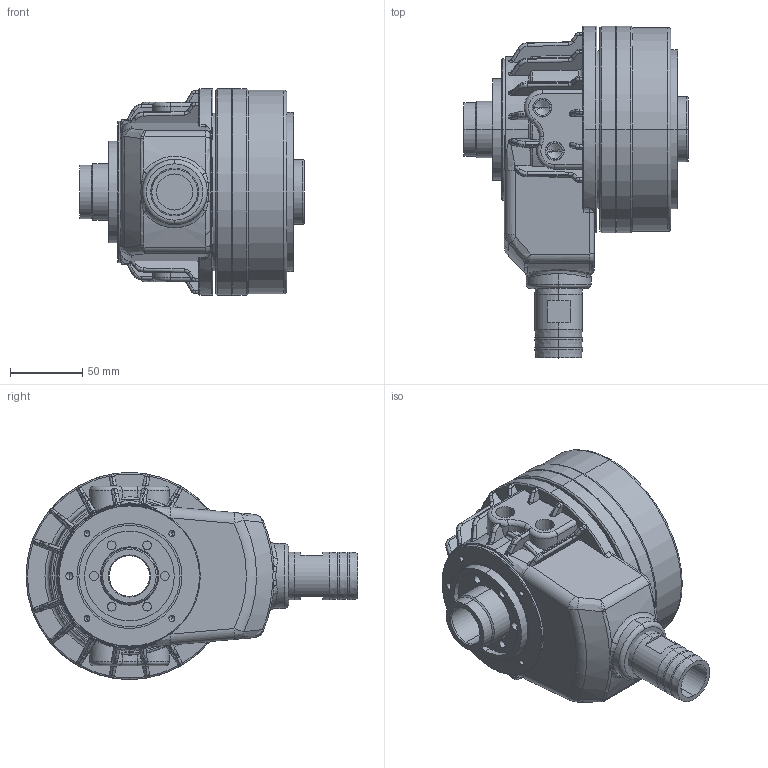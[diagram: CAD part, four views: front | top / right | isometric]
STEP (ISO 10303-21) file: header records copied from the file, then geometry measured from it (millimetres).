
FILE_DESCRIPTION (( 'STEP AP203' ), '1' );
FILE_NAME ('CF-TK-A528.STEP', '2020-08-26T03:19:21', ( '' ), ( '' ), 'SwSTEP 2.0', 'SolidWorks 2016', '' );
FILE_SCHEMA (( 'CONFIG_CONTROL_DESIGN' ));
Length unit declared in the file: millimetre
Products named in the file (7): TK-852洩油管; CF-TK-533後柵環; CF-TK-A528; CF-TK-A533-03030; CF-TK-533-01000; CF-TK-A528-01020; CF-TK-A533-04020
Assembly tree (6 placements, depth 2):
  CF-TK-A528
    CF-TK-A533-03030
    CF-TK-533-01000
    CF-TK-A528-01020
    CF-TK-A533-04020
    TK-852洩油管
    CF-TK-533後柵環
Bounding box: 155 x 229.5 x 143 mm (x, y, z)
Volume: 1652183.7 mm3; surface area: 289497.2 mm2
Topology: 6 solids, 6 shells, 840 faces, 2091 edges, 1294 vertices
Faces by surface type: cylinder 380, plane 174, bspline 137, cone 77, torus 72
Entity records: 30952 total; most frequent: CARTESIAN_POINT 11166, ORIENTED_EDGE 4142, DIRECTION 3887, EDGE_CURVE 2071, AXIS2_PLACEMENT_3D 1616, VERTEX_POINT 1294, EDGE_LOOP 963, CIRCLE 904
